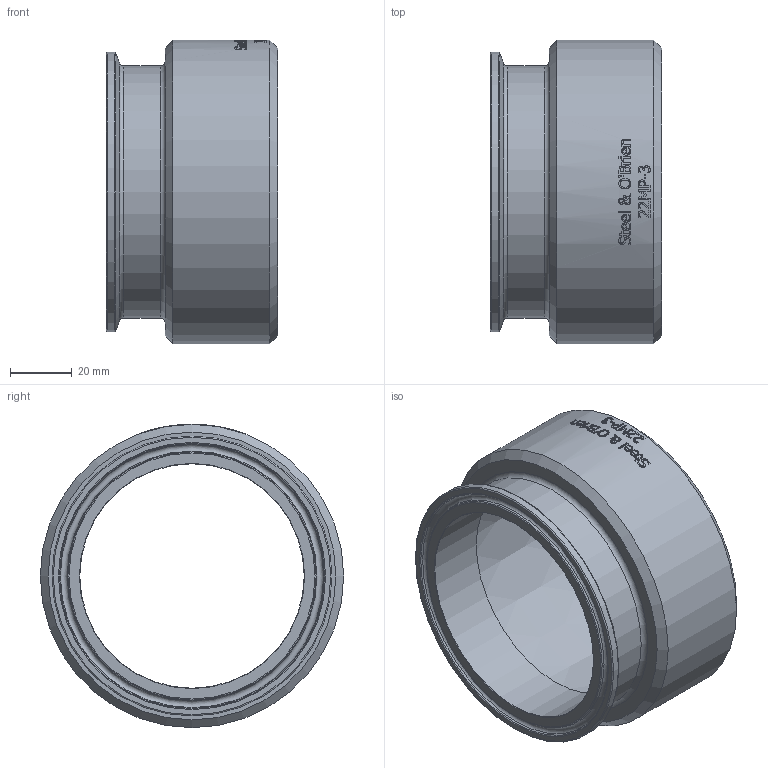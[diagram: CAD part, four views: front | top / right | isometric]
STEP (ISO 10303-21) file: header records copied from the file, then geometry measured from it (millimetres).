
FILE_DESCRIPTION(/* description */ (''),/* implementation_level */ '2;1');
FILE_NAME(/* name */ '22MP-3.ipt.stp',/* time_stamp */ '2019-08-23T16:29:51-04:00',/* author */ ('Engineering'),/* organization */ (''),/* preprocessor_version */ 'ST-DEVELOPER v15.2',/* originating_system */ 'Autodesk Inventor 2014',/* authorisation */ '');
FILE_SCHEMA (('AUTOMOTIVE_DESIGN { 1 0 10303 214 3 1 1 }'));
Length unit declared in the file: inch
Products named in the file (1): 22MP-3
Bounding box: 55.55 x 98.55 x 98.55 mm (x, y, z)
Volume: 107791.3 mm3; surface area: 37565.2 mm2
Topology: 1 solids, 1 shells, 345 faces, 921 edges, 609 vertices
Faces by surface type: bspline 168, plane 129, cylinder 33, torus 8, cone 7
Full cylindrical faces by diameter (mm): 72.898 x1, 81.89 x1, 90.907 x1, 98.552 x1
Entity records: 13671 total; most frequent: CARTESIAN_POINT 6082, ORIENTED_EDGE 1804, DIRECTION 1087, EDGE_CURVE 902, VERTEX_POINT 609, LINE 401, VECTOR 401, EDGE_LOOP 397
